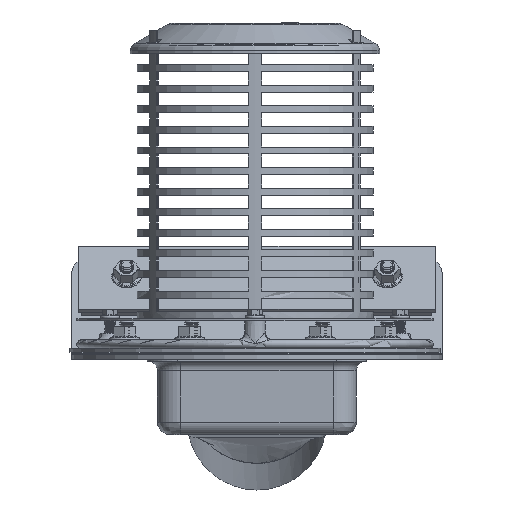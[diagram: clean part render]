
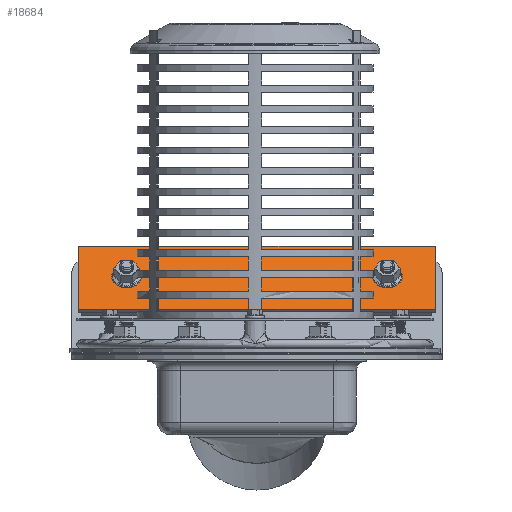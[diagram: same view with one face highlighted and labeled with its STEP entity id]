
A CAD part, left-side view. The second image highlights one B-rep face of the part: STEP entity #18684.
In plain terms, the highlighted planar face has unit normal (-0.707, 0, 0.707).
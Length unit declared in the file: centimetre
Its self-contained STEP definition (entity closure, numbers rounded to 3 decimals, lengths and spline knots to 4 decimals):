
#807=FACE_BOUND('',#2735,.T.);
#808=FACE_BOUND('',#2736,.T.);
#1064=PLANE('',#19872);
#1573=FACE_OUTER_BOUND('',#2734,.T.);
#2734=EDGE_LOOP('',(#12869,#12870,#12871,#12872));
#2735=EDGE_LOOP('',(#12873));
#2736=EDGE_LOOP('',(#12874));
#4139=LINE('',#28451,#5548);
#4142=LINE('',#28456,#5551);
#4145=LINE('',#28472,#5554);
#4147=LINE('',#28475,#5556);
#5548=VECTOR('',#22285,1.);
#5551=VECTOR('',#22290,1.);
#5554=VECTOR('',#22309,1.);
#5556=VECTOR('',#22313,1.);
#6936=CIRCLE('',#19867,8.);
#6937=CIRCLE('',#19869,8.);
#8190=VERTEX_POINT('',#28448);
#8191=VERTEX_POINT('',#28450);
#8192=VERTEX_POINT('',#28454);
#8195=VERTEX_POINT('',#28463);
#8196=VERTEX_POINT('',#28467);
#8197=VERTEX_POINT('',#28471);
#9964=EDGE_CURVE('',#8191,#8190,#4139,.T.);
#9967=EDGE_CURVE('',#8190,#8192,#4142,.T.);
#9970=EDGE_CURVE('',#8195,#8195,#6936,.T.);
#9972=EDGE_CURVE('',#8196,#8196,#6937,.T.);
#9974=EDGE_CURVE('',#8197,#8191,#4145,.T.);
#9976=EDGE_CURVE('',#8192,#8197,#4147,.T.);
#12869=ORIENTED_EDGE('',*,*,#9967,.T.);
#12870=ORIENTED_EDGE('',*,*,#9976,.T.);
#12871=ORIENTED_EDGE('',*,*,#9974,.T.);
#12872=ORIENTED_EDGE('',*,*,#9964,.T.);
#12873=ORIENTED_EDGE('',*,*,#9972,.T.);
#12874=ORIENTED_EDGE('',*,*,#9970,.T.);
#18684=ADVANCED_FACE('',(#1573,#807,#808),#1064,.T.);
#19867=AXIS2_PLACEMENT_3D('',#28464,#22299,#22300);
#19869=AXIS2_PLACEMENT_3D('',#28468,#22304,#22305);
#19872=AXIS2_PLACEMENT_3D('',#28476,#22314,#22315);
#22285=DIRECTION('',(0.,1.,0.));
#22290=DIRECTION('',(-0.707,0.,-0.707));
#22299=DIRECTION('center_axis',(0.707,0.,
-0.707));
#22300=DIRECTION('ref_axis',(0.,-1.,0.));
#22304=DIRECTION('center_axis',(0.707,0.,
-0.707));
#22305=DIRECTION('ref_axis',(0.,-1.,0.));
#22309=DIRECTION('',(0.707,0.,0.707));
#22313=DIRECTION('',(0.,-1.,0.));
#22314=DIRECTION('center_axis',(-0.707,0.,
0.707));
#22315=DIRECTION('ref_axis',(0.,-1.,0.));
#28448=CARTESIAN_POINT('',(337.579,130.,82.3779));
#28450=CARTESIAN_POINT('',(337.579,-130.,82.3779));
#28451=CARTESIAN_POINT('',(337.579,-130.,82.3779));
#28454=CARTESIAN_POINT('',(291.617,130.,36.416));
#28456=CARTESIAN_POINT('',(337.579,130.,82.3779));
#28463=CARTESIAN_POINT('',(314.598,103.,59.397));
#28464=CARTESIAN_POINT('Origin',(314.598,95.,59.397));
#28467=CARTESIAN_POINT('',(314.598,-87.,59.397));
#28468=CARTESIAN_POINT('Origin',(314.598,-95.,59.397));
#28471=CARTESIAN_POINT('',(291.617,-130.,36.416));
#28472=CARTESIAN_POINT('',(291.617,-130.,36.416));
#28475=CARTESIAN_POINT('',(291.617,130.,36.416));
#28476=CARTESIAN_POINT('Origin',(314.598,0.,
59.397));
